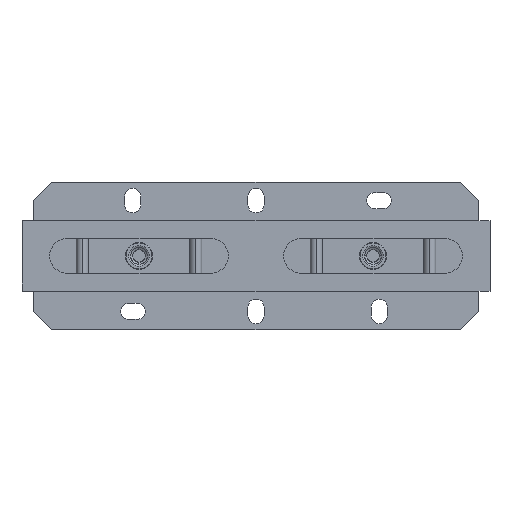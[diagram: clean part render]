
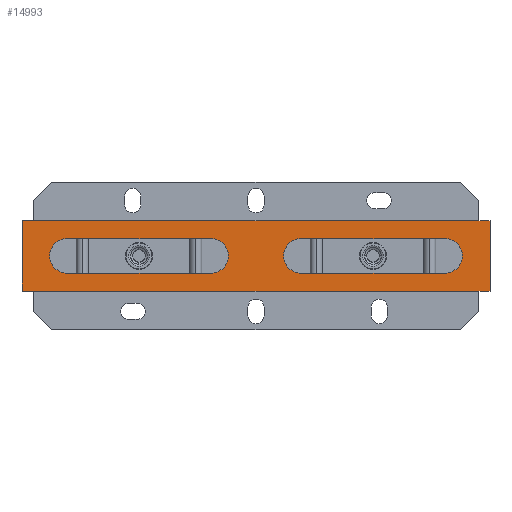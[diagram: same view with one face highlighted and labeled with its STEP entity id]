
A CAD part, top view. The second image highlights one B-rep face of the part: STEP entity #14993.
In plain terms, the highlighted planar face has unit normal (0, 0, 1).
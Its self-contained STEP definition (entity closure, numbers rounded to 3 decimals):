
#93 = DIRECTION ( 'NONE',  ( 0., 0., 1. ) ) ;
#125 = EDGE_CURVE ( 'NONE', #15709, #9548, #4780, .T. ) ;
#395 = AXIS2_PLACEMENT_3D ( 'NONE', #11094, #18987, #6187 ) ;
#604 = VECTOR ( 'NONE', #15016, 1000. ) ;
#662 = EDGE_CURVE ( 'NONE', #6975, #6048, #10073, .T. ) ;
#758 = VECTOR ( 'NONE', #14718, 1000. ) ;
#1376 = CARTESIAN_POINT ( 'NONE',  ( -190., -28.5, 39.5 ) ) ;
#1993 = AXIS2_PLACEMENT_3D ( 'NONE', #7167, #13684, #20180 ) ;
#2169 = CARTESIAN_POINT ( 'NONE',  ( 153.5, 14., 39.5 ) ) ;
#2233 = ORIENTED_EDGE ( 'NONE', *, *, #19709, .F. ) ;
#2257 = CARTESIAN_POINT ( 'NONE',  ( -190., 28.5, 39.5 ) ) ;
#2276 = CARTESIAN_POINT ( 'NONE',  ( -190., -28.5, 39.5 ) ) ;
#2579 = CARTESIAN_POINT ( 'NONE',  ( -36.5, -14., 39.5 ) ) ;
#2751 = ORIENTED_EDGE ( 'NONE', *, *, #10447, .T. ) ;
#3061 = DIRECTION ( 'NONE',  ( 1., 0., 0. ) ) ;
#3160 = AXIS2_PLACEMENT_3D ( 'NONE', #14101, #8965, #5974 ) ;
#3230 = VERTEX_POINT ( 'NONE', #18612 ) ;
#3273 = DIRECTION ( 'NONE',  ( 0., -1., 0. ) ) ;
#3283 = DIRECTION ( 'NONE',  ( 1., 0., 0. ) ) ;
#3602 = DIRECTION ( 'NONE',  ( 0., 1., 0. ) ) ;
#3697 = AXIS2_PLACEMENT_3D ( 'NONE', #7034, #93, #11515 ) ;
#3896 = DIRECTION ( 'NONE',  ( 0., 0., -1. ) ) ;
#4501 = VERTEX_POINT ( 'NONE', #8967 ) ;
#4727 = CIRCLE ( 'NONE', #1993, 14. ) ;
#4780 = LINE ( 'NONE', #17808, #758 ) ;
#4944 = ORIENTED_EDGE ( 'NONE', *, *, #7005, .F. ) ;
#4998 = CARTESIAN_POINT ( 'NONE',  ( 190., -28.5, 39.5 ) ) ;
#5044 = VECTOR ( 'NONE', #3602, 1000. ) ;
#5405 = FACE_BOUND ( 'NONE', #16133, .T. ) ;
#5597 = DIRECTION ( 'NONE',  ( -1., 0., 0. ) ) ;
#5974 = DIRECTION ( 'NONE',  ( 0., 1., 0. ) ) ;
#6048 = VERTEX_POINT ( 'NONE', #20774 ) ;
#6187 = DIRECTION ( 'NONE',  ( 0., 1., 0. ) ) ;
#6909 = FACE_OUTER_BOUND ( 'NONE', #6995, .T. ) ;
#6975 = VERTEX_POINT ( 'NONE', #1376 ) ;
#6995 = EDGE_LOOP ( 'NONE', ( #13393, #20824, #2751, #17926 ) ) ;
#7005 = EDGE_CURVE ( 'NONE', #17950, #4501, #17933, .T. ) ;
#7007 = PLANE ( 'NONE',  #11156 ) ;
#7034 = CARTESIAN_POINT ( 'NONE',  ( 153.5, 0., 39.5 ) ) ;
#7167 = CARTESIAN_POINT ( 'NONE',  ( 36.5, 0., 39.5 ) ) ;
#7622 = VERTEX_POINT ( 'NONE', #16514 ) ;
#8594 = LINE ( 'NONE', #2169, #15623 ) ;
#8918 = ORIENTED_EDGE ( 'NONE', *, *, #15871, .F. ) ;
#8956 = CARTESIAN_POINT ( 'NONE',  ( 36.5, 14., 39.5 ) ) ;
#8965 = DIRECTION ( 'NONE',  ( 0., 0., 1. ) ) ;
#8967 = CARTESIAN_POINT ( 'NONE',  ( 153.5, -14., 39.5 ) ) ;
#9423 = VECTOR ( 'NONE', #3283, 1000. ) ;
#9548 = VERTEX_POINT ( 'NONE', #2257 ) ;
#10073 = LINE ( 'NONE', #20198, #13623 ) ;
#10164 = EDGE_CURVE ( 'NONE', #17018, #7622, #11637, .T. ) ;
#10447 = EDGE_CURVE ( 'NONE', #9548, #6975, #11836, .T. ) ;
#10532 = ORIENTED_EDGE ( 'NONE', *, *, #18025, .F. ) ;
#10615 = CARTESIAN_POINT ( 'NONE',  ( -36.5, 14., 39.5 ) ) ;
#11094 = CARTESIAN_POINT ( 'NONE',  ( -153.5, 0., 39.5 ) ) ;
#11156 = AXIS2_PLACEMENT_3D ( 'NONE', #2276, #3896, #13634 ) ;
#11515 = DIRECTION ( 'NONE',  ( 0., 1., 0. ) ) ;
#11637 = CIRCLE ( 'NONE', #395, 14. ) ;
#11818 = ORIENTED_EDGE ( 'NONE', *, *, #14564, .F. ) ;
#11836 = LINE ( 'NONE', #21118, #20749 ) ;
#11901 = EDGE_CURVE ( 'NONE', #4501, #20466, #19370, .T. ) ;
#12011 = EDGE_CURVE ( 'NONE', #6048, #15709, #18459, .T. ) ;
#12265 = ORIENTED_EDGE ( 'NONE', *, *, #10164, .F. ) ;
#12692 = LINE ( 'NONE', #15693, #14609 ) ;
#12702 = EDGE_CURVE ( 'NONE', #20466, #17722, #8594, .T. ) ;
#12977 = CARTESIAN_POINT ( 'NONE',  ( 36.5, -14., 39.5 ) ) ;
#13393 = ORIENTED_EDGE ( 'NONE', *, *, #12011, .T. ) ;
#13623 = VECTOR ( 'NONE', #17097, 1000. ) ;
#13634 = DIRECTION ( 'NONE',  ( 0., -1., 0. ) ) ;
#13684 = DIRECTION ( 'NONE',  ( 0., 0., 1. ) ) ;
#14101 = CARTESIAN_POINT ( 'NONE',  ( -36.5, 0., 39.5 ) ) ;
#14564 = EDGE_CURVE ( 'NONE', #7622, #18119, #12692, .T. ) ;
#14609 = VECTOR ( 'NONE', #3061, 1000. ) ;
#14718 = DIRECTION ( 'NONE',  ( -1., 0., 0. ) ) ;
#14993 = ADVANCED_FACE ( 'NONE', ( #5405, #16920, #6909 ), #7007, .F. ) ;
#15016 = DIRECTION ( 'NONE',  ( -1., 0., 0. ) ) ;
#15623 = VECTOR ( 'NONE', #5597, 1000. ) ;
#15693 = CARTESIAN_POINT ( 'NONE',  ( -153.5, -14., 39.5 ) ) ;
#15709 = VERTEX_POINT ( 'NONE', #18383 ) ;
#15794 = ORIENTED_EDGE ( 'NONE', *, *, #12702, .F. ) ;
#15871 = EDGE_CURVE ( 'NONE', #17722, #17950, #4727, .T. ) ;
#16133 = EDGE_LOOP ( 'NONE', ( #20431, #4944, #8918, #15794 ) ) ;
#16514 = CARTESIAN_POINT ( 'NONE',  ( -153.5, -14., 39.5 ) ) ;
#16920 = FACE_BOUND ( 'NONE', #20966, .T. ) ;
#17018 = VERTEX_POINT ( 'NONE', #20828 ) ;
#17097 = DIRECTION ( 'NONE',  ( 1., 0., 0. ) ) ;
#17722 = VERTEX_POINT ( 'NONE', #8956 ) ;
#17808 = CARTESIAN_POINT ( 'NONE',  ( 190., 28.5, 39.5 ) ) ;
#17926 = ORIENTED_EDGE ( 'NONE', *, *, #662, .T. ) ;
#17933 = LINE ( 'NONE', #19108, #9423 ) ;
#17950 = VERTEX_POINT ( 'NONE', #12977 ) ;
#18025 = EDGE_CURVE ( 'NONE', #3230, #17018, #18616, .T. ) ;
#18119 = VERTEX_POINT ( 'NONE', #2579 ) ;
#18383 = CARTESIAN_POINT ( 'NONE',  ( 190., 28.5, 39.5 ) ) ;
#18459 = LINE ( 'NONE', #4998, #5044 ) ;
#18612 = CARTESIAN_POINT ( 'NONE',  ( -36.5, 14., 39.5 ) ) ;
#18616 = LINE ( 'NONE', #10615, #604 ) ;
#18987 = DIRECTION ( 'NONE',  ( 0., 0., 1. ) ) ;
#19108 = CARTESIAN_POINT ( 'NONE',  ( 36.5, -14., 39.5 ) ) ;
#19370 = CIRCLE ( 'NONE', #3697, 14. ) ;
#19709 = EDGE_CURVE ( 'NONE', #18119, #3230, #20231, .T. ) ;
#20013 = CARTESIAN_POINT ( 'NONE',  ( 153.5, 14., 39.5 ) ) ;
#20180 = DIRECTION ( 'NONE',  ( 0., 1., 0. ) ) ;
#20198 = CARTESIAN_POINT ( 'NONE',  ( -190., -28.5, 39.5 ) ) ;
#20231 = CIRCLE ( 'NONE', #3160, 14. ) ;
#20431 = ORIENTED_EDGE ( 'NONE', *, *, #11901, .F. ) ;
#20466 = VERTEX_POINT ( 'NONE', #20013 ) ;
#20749 = VECTOR ( 'NONE', #3273, 1000. ) ;
#20774 = CARTESIAN_POINT ( 'NONE',  ( 190., -28.5, 39.5 ) ) ;
#20824 = ORIENTED_EDGE ( 'NONE', *, *, #125, .T. ) ;
#20828 = CARTESIAN_POINT ( 'NONE',  ( -153.5, 14., 39.5 ) ) ;
#20966 = EDGE_LOOP ( 'NONE', ( #11818, #12265, #10532, #2233 ) ) ;
#21118 = CARTESIAN_POINT ( 'NONE',  ( -190., 28.5, 39.5 ) ) ;
